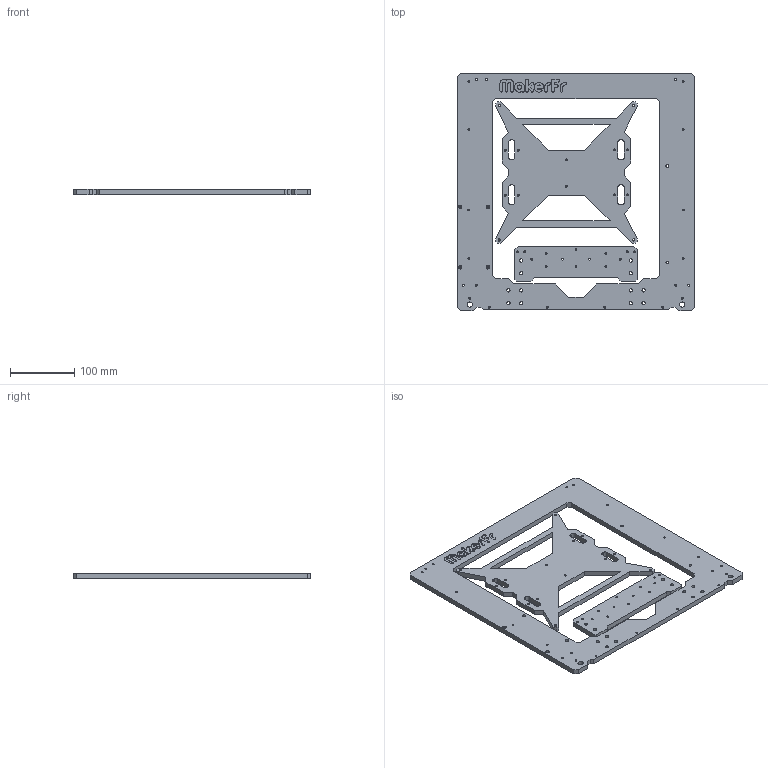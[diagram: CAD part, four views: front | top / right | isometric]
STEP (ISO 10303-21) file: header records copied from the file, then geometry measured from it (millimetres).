
FILE_DESCRIPTION (( 'STEP AP203' ), '1' );
FILE_NAME ('Frame_I3RS_MDF.STEP', '2020-04-14T10:06:37', ( '' ), ( '' ), 'SwSTEP 2.0', 'SolidWorks 2019', '' );
FILE_SCHEMA (( 'CONFIG_CONTROL_DESIGN' ));
Length unit declared in the file: millimetre
Products named in the file (1): Frame_I3RS_MDF
Bounding box: 370 x 370 x 8 mm (x, y, z)
Volume: 762881.5 mm3; surface area: 237253.9 mm2
Topology: 3 solids, 3 shells, 381 faces, 1086 edges, 724 vertices
Faces by surface type: cylinder 162, plane 154, bspline 65
Entity records: 15411 total; most frequent: CARTESIAN_POINT 5217, ORIENTED_EDGE 2172, DIRECTION 1914, EDGE_CURVE 1086, VERTEX_POINT 724, AXIS2_PLACEMENT_3D 641, VECTOR 632, LINE 632
